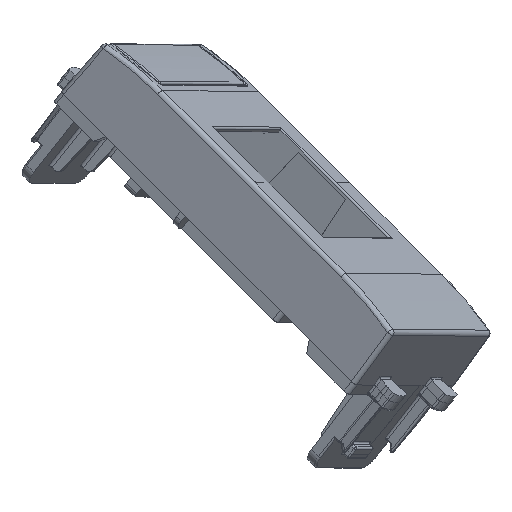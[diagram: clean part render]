
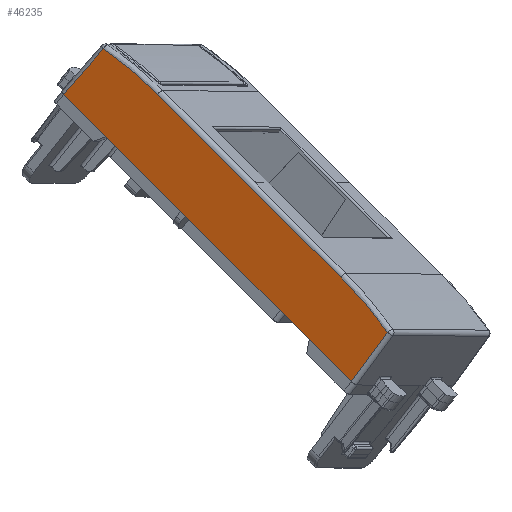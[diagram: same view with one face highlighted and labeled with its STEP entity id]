
A CAD part, isometric view. The second image highlights one B-rep face of the part: STEP entity #46235.
In plain terms, the highlighted face is planar.
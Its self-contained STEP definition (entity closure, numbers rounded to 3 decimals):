
#46180=CARTESIAN_POINT('Axis2P3D Location',(0.,11.175,1.275)) ;
#46186=CARTESIAN_POINT('Control Point',(-21.95,11.175,1.275)) ;
#46187=CARTESIAN_POINT('Control Point',(-21.669,11.063,7.713)) ;
#46188=CARTESIAN_POINT('Vertex',(-21.669,11.063,7.713)) ;
#46190=CARTESIAN_POINT('Vertex',(-21.95,11.175,1.275)) ;
#46194=CARTESIAN_POINT('Control Point',(-13.969,11.051,8.384)) ;
#46195=CARTESIAN_POINT('Control Point',(-16.549,11.051,8.384)) ;
#46196=CARTESIAN_POINT('Control Point',(-19.128,11.055,8.159)) ;
#46197=CARTESIAN_POINT('Control Point',(-21.669,11.063,7.713)) ;
#46198=CARTESIAN_POINT('Vertex',(-13.969,11.051,8.384)) ;
#46201=CARTESIAN_POINT('Line Origine',(0.,11.051,8.384)) ;
#46205=CARTESIAN_POINT('Vertex',(13.969,11.051,8.384)) ;
#46209=CARTESIAN_POINT('Control Point',(21.669,11.063,7.713)) ;
#46210=CARTESIAN_POINT('Control Point',(19.128,11.055,8.159)) ;
#46211=CARTESIAN_POINT('Control Point',(16.549,11.051,8.384)) ;
#46212=CARTESIAN_POINT('Control Point',(13.969,11.051,8.384)) ;
#46213=CARTESIAN_POINT('Vertex',(21.669,11.063,7.713)) ;
#46217=CARTESIAN_POINT('Control Point',(21.95,11.175,1.275)) ;
#46218=CARTESIAN_POINT('Control Point',(21.669,11.063,7.713)) ;
#46219=CARTESIAN_POINT('Vertex',(21.95,11.175,1.275)) ;
#46222=CARTESIAN_POINT('Line Origine',(0.,11.175,1.275)) ;
#46181=DIRECTION('Axis2P3D Direction',(0.,-1.,-0.017)) ;
#46182=DIRECTION('Axis2P3D XDirection',(-1.,0.,0.)) ;
#46202=DIRECTION('Vector Direction',(-1.,0.,0.)) ;
#46223=DIRECTION('Vector Direction',(-1.,0.,0.)) ;
#46183=AXIS2_PLACEMENT_3D('Plane Axis2P3D',#46180,#46181,#46182) ;
#46228=ORIENTED_EDGE('',*,*,#46192,.F.) ;
#46229=ORIENTED_EDGE('',*,*,#46200,.F.) ;
#46230=ORIENTED_EDGE('',*,*,#46207,.F.) ;
#46231=ORIENTED_EDGE('',*,*,#46215,.F.) ;
#46232=ORIENTED_EDGE('',*,*,#46221,.F.) ;
#46233=ORIENTED_EDGE('',*,*,#46226,.F.) ;
#46203=VECTOR('Line Direction',#46202,1.) ;
#46224=VECTOR('Line Direction',#46223,1.) ;
#46235=ADVANCED_FACE('PartBody',(#46234),#46184,.F.) ;
#46185=B_SPLINE_CURVE_WITH_KNOTS('',1,(#46186,#46187),.UNSPECIFIED.,.F.,.U.,(2,2),(-3.889,2.556),.UNSPECIFIED.) ;
#46193=B_SPLINE_CURVE_WITH_KNOTS('',3,(#46194,#46195,#46196,#46197),.UNSPECIFIED.,.F.,.U.,(4,4),(40.16,51.166),.UNSPECIFIED.) ;
#46208=B_SPLINE_CURVE_WITH_KNOTS('',3,(#46209,#46210,#46211,#46212),.UNSPECIFIED.,.F.,.U.,(4,4),(14.513,25.518),.UNSPECIFIED.) ;
#46216=B_SPLINE_CURVE_WITH_KNOTS('',1,(#46217,#46218),.UNSPECIFIED.,.F.,.U.,(2,2),(-3.889,2.556),.UNSPECIFIED.) ;
#46192=EDGE_CURVE('',#46189,#46191,#46185,.F.) ;
#46200=EDGE_CURVE('',#46199,#46189,#46193,.T.) ;
#46207=EDGE_CURVE('',#46206,#46199,#46204,.T.) ;
#46215=EDGE_CURVE('',#46214,#46206,#46208,.T.) ;
#46221=EDGE_CURVE('',#46220,#46214,#46216,.T.) ;
#46226=EDGE_CURVE('',#46191,#46220,#46225,.F.) ;
#46227=EDGE_LOOP('',(#46228,#46229,#46230,#46231,#46232,#46233)) ;
#46234=FACE_OUTER_BOUND('',#46227,.T.) ;
#46204=LINE('Line',#46201,#46203) ;
#46225=LINE('Line',#46222,#46224) ;
#46184=PLANE('',#46183) ;
#46189=VERTEX_POINT('',#46188) ;
#46191=VERTEX_POINT('',#46190) ;
#46199=VERTEX_POINT('',#46198) ;
#46206=VERTEX_POINT('',#46205) ;
#46214=VERTEX_POINT('',#46213) ;
#46220=VERTEX_POINT('',#46219) ;
